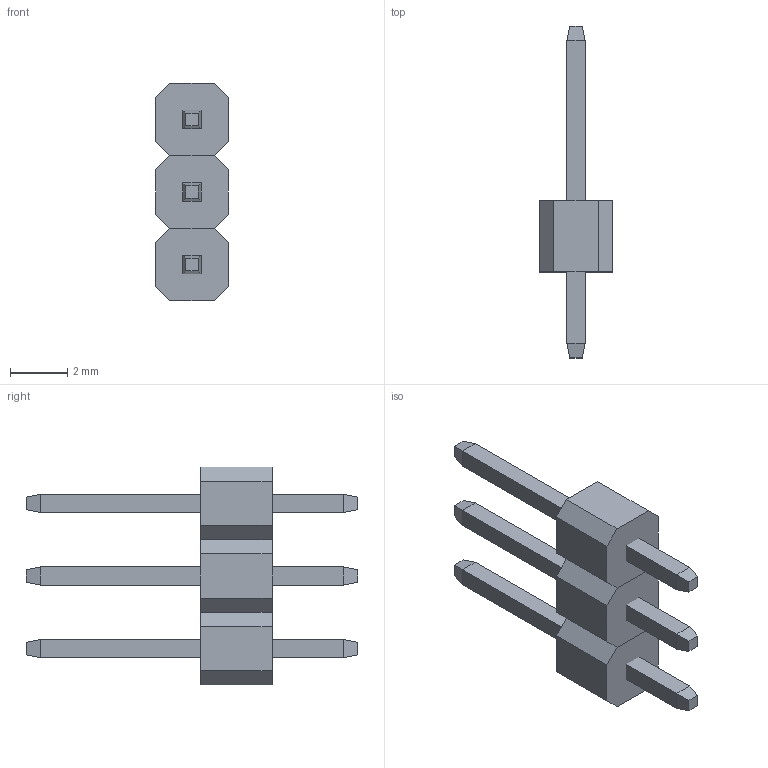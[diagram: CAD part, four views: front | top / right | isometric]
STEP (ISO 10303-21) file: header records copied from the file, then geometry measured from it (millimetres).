
FILE_DESCRIPTION (( 'STEP AP214' ), '1' );
FILE_NAME ('DS1021-1X3.STEP', '2023-09-26T06:21:48', ( '' ), ( '' ), 'SwSTEP 2.0', 'SolidWorks 2023', '' );
FILE_SCHEMA (( 'AUTOMOTIVE_DESIGN' ));
Length unit declared in the file: millimetre
Products named in the file (2): DS1021-1X3; DS1021_По умолчанию
Assembly tree (3 placements, depth 2):
  DS1021-1X3
    DS1021_По умолчанию  x3
Bounding box: 2.54 x 11.6 x 7.62 mm (x, y, z)
Volume: 58.5 mm3; surface area: 192.3 mm2
Topology: 6 solids, 6 shells, 72 faces, 156 edges, 96 vertices
Faces by surface type: plane 72
Entity records: 976 total; most frequent: CARTESIAN_POINT 114, DIRECTION 112, ORIENTED_EDGE 104, EDGE_CURVE 52, LINE 52, VECTOR 52, VERTEX_POINT 32, AXIS2_PLACEMENT_3D 30
